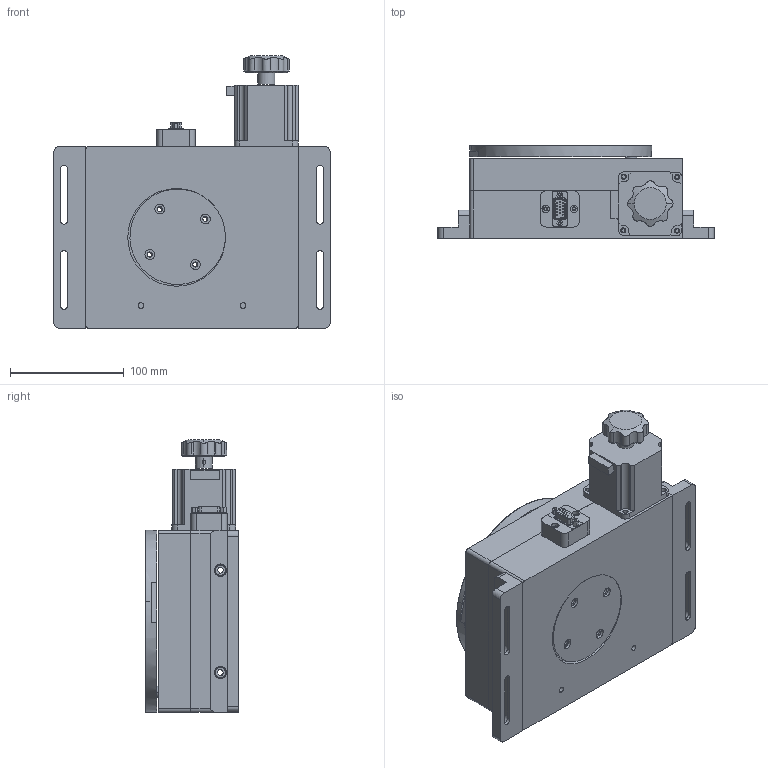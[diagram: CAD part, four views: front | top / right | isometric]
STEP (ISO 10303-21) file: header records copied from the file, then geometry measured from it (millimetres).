
FILE_DESCRIPTION (( 'STEP AP214' ), '1' );
FILE_NAME ('08MRX-3M.STEP', '2018-10-08T08:47:40', ( '' ), ( '' ), 'SwSTEP 2.0', 'SolidWorks 2016', '' );
FILE_SCHEMA (( 'AUTOMOTIVE_DESIGN' ));
Length unit declared in the file: millimetre
Products named in the file (1): 08MRX-3M
Bounding box: 243 x 82 x 239.8 mm (x, y, z)
Surface area: 237879.2 mm2 (no closed solid volume)
Topology: 0 solids, 149 shells, 1075 faces, 7170 edges, 5892 vertices
Faces by surface type: plane 737, cylinder 264, torus 26, bspline 25, cone 23
Entity records: 104130 total; most frequent: CARTESIAN_POINT 41859, ORIENTED_EDGE 9202, DIRECTION 9190, EDGE_CURVE 7170, VERTEX_POINT 5892, VECTOR 4288, LINE 4288, AXIS2_PLACEMENT_3D 2451
